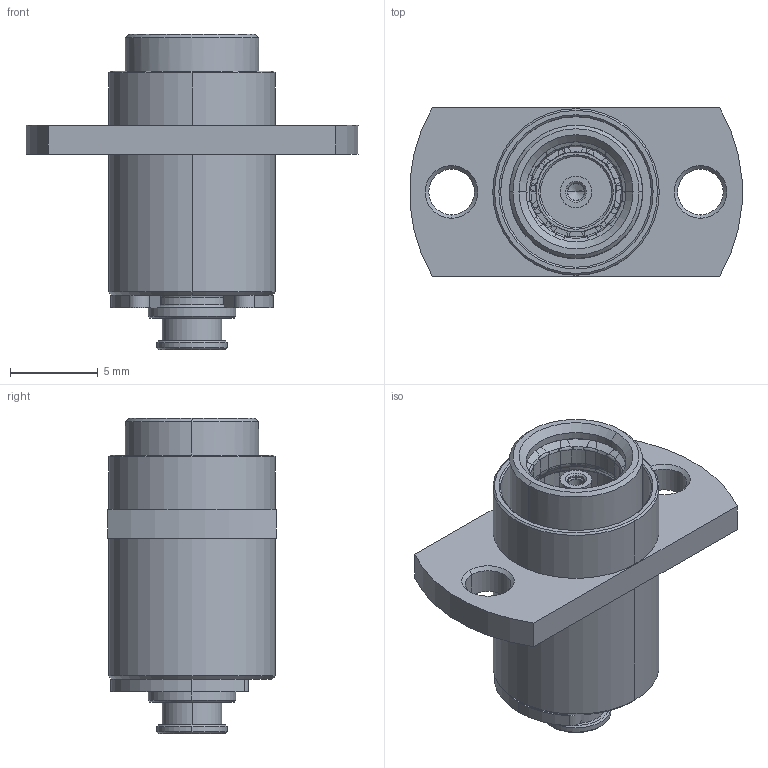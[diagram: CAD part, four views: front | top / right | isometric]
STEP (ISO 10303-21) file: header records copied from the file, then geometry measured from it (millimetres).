
FILE_DESCRIPTION (( 'STEP AP203' ), '1' );
FILE_NAME ('ÑÖÍÊ.434531.074ÑÁ_Ðîçåòêà_ïðèáîðíî_êàáåëüíàÿ_ÑÐ-50-999Ô.STEP', '2022-03-31T11:09:33', ( 'User Windows' ), ( '' ), 'SwSTEP 2.0', 'SolidWorks 2022', '' );
FILE_SCHEMA (( 'CONFIG_CONTROL_DESIGN' ));
Length unit declared in the file: millimetre
Products named in the file (1): ÑÖÍÊ.434531.074ÑÁ_Ðîçåòêà_ïðèáîðíî_êàáåëüíàÿ_ÑÐ-50-999Ô
Bounding box: 18.95 x 9.6 x 18 mm (x, y, z)
Volume: 799.6 mm3; surface area: 1818 mm2
Topology: 2 solids, 2 shells, 528 faces, 1276 edges, 776 vertices
Faces by surface type: plane 196, cone 158, cylinder 150, torus 19, bspline 5
Entity records: 20877 total; most frequent: CARTESIAN_POINT 9357, ORIENTED_EDGE 2544, DIRECTION 2181, EDGE_CURVE 1272, AXIS2_PLACEMENT_3D 898, VERTEX_POINT 776, EDGE_LOOP 562, ADVANCED_FACE 528
